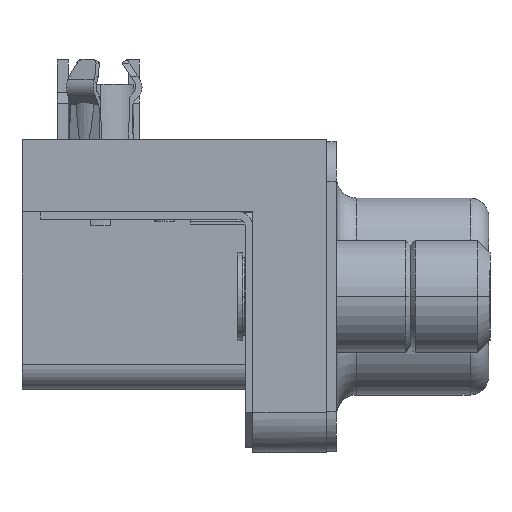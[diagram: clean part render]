
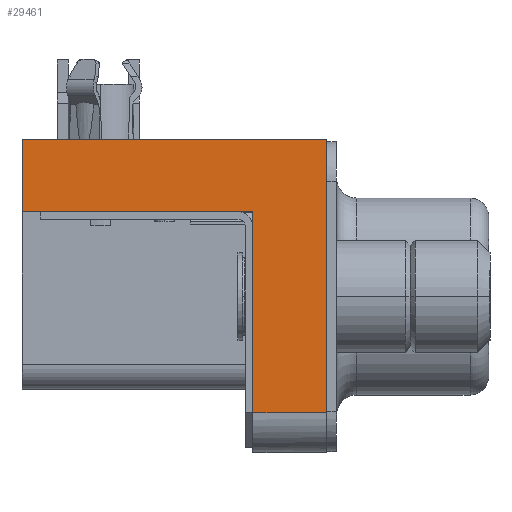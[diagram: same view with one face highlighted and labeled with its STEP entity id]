
A CAD part, left-side view. The second image highlights one B-rep face of the part: STEP entity #29461.
In plain terms, the highlighted planar face has unit normal (-1, 0, 0).
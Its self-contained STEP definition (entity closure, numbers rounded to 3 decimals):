
#1211=DIRECTION('',(0.,0.,1.));
#1212=VECTOR('',#1211,8.05);
#1213=CARTESIAN_POINT('',(-15.405,2.95,-10.95));
#1214=LINE('4689',#1213,#1212);
#3618=DIRECTION('',(0.,0.,1.));
#3619=VECTOR('',#3618,1.313);
#3620=CARTESIAN_POINT('',(-15.405,0.,-1.313));
#3621=LINE('5540',#3620,#3619);
#4408=DIRECTION('',(0.,0.,1.));
#4409=VECTOR('',#4408,2.9);
#4410=CARTESIAN_POINT('',(-15.405,12.2,-2.9));
#4411=LINE('4684',#4410,#4409);
#6794=DIRECTION('',(0.,1.,0.));
#6795=VECTOR('',#6794,12.2);
#6796=CARTESIAN_POINT('',(-15.405,0.,0.));
#6797=LINE('4694',#6796,#6795);
#6828=DIRECTION('',(0.,0.,1.));
#6829=VECTOR('',#6828,9.637);
#6830=CARTESIAN_POINT('',(-15.405,0.,-10.95));
#6831=LINE('5486',#6830,#6829);
#6832=DIRECTION('',(0.,1.,0.));
#6833=VECTOR('',#6832,2.95);
#6834=CARTESIAN_POINT('',(-15.405,0.,-10.95));
#6835=LINE('5542',#6834,#6833);
#6836=DIRECTION('',(0.,1.,0.));
#6837=VECTOR('',#6836,9.25);
#6838=CARTESIAN_POINT('',(-15.405,2.95,-2.9));
#6839=LINE('4690',#6838,#6837);
#15182=CARTESIAN_POINT('',(-15.405,2.95,-10.95));
#15184=VERTEX_POINT('',#15182);
#15189=CARTESIAN_POINT('',(-15.405,12.2,-2.9));
#15190=CARTESIAN_POINT('',(-15.405,12.2,0.));
#15191=VERTEX_POINT('',#15189);
#15192=VERTEX_POINT('',#15190);
#15203=CARTESIAN_POINT('',(-15.405,2.95,-2.9));
#15204=VERTEX_POINT('',#15203);
#15209=CARTESIAN_POINT('',(-15.405,0.,0.));
#15210=VERTEX_POINT('',#15209);
#16263=CARTESIAN_POINT('',(-15.405,0.,-1.313));
#16265=VERTEX_POINT('',#16263);
#16357=CARTESIAN_POINT('',(-15.405,0.,-10.95));
#16358=VERTEX_POINT('',#16357);
#29447=CARTESIAN_POINT('',(-15.405,0.,-10.95));
#29448=DIRECTION('',(-1.,0.,0.));
#29449=DIRECTION('',(0.,0.,1.));
#29450=AXIS2_PLACEMENT_3D('',#29447,#29448,#29449);
#29451=PLANE('3583',#29450);
#29452=ORIENTED_EDGE('5486',*,*,#23544,.F.);
#29453=ORIENTED_EDGE('5542',*,*,#23571,.T.);
#29454=ORIENTED_EDGE('4689',*,*,#20277,.T.);
#29455=ORIENTED_EDGE('4690',*,*,#24495,.T.);
#29456=ORIENTED_EDGE('4684',*,*,#24875,.T.);
#29457=ORIENTED_EDGE('4694',*,*,#29360,.F.);
#29458=ORIENTED_EDGE('5540',*,*,#23478,.F.);
#29459=EDGE_LOOP('3583',(#29452,#29453,#29454,#29455,#29456,#29457,#29458));
#29460=FACE_OUTER_BOUND('3583',#29459,.F.);
#29461=ADVANCED_FACE('3583',(#29460),#29451,.T.);
#20277=EDGE_CURVE('4689',#15184,#15204,#1214,.T.);
#23478=EDGE_CURVE('5540',#16265,#15210,#3621,.T.);
#23544=EDGE_CURVE('5486',#16358,#16265,#6831,.T.);
#23571=EDGE_CURVE('5542',#16358,#15184,#6835,.T.);
#24495=EDGE_CURVE('4690',#15204,#15191,#6839,.T.);
#24875=EDGE_CURVE('4684',#15191,#15192,#4411,.T.);
#29360=EDGE_CURVE('4694',#15210,#15192,#6797,.T.);
